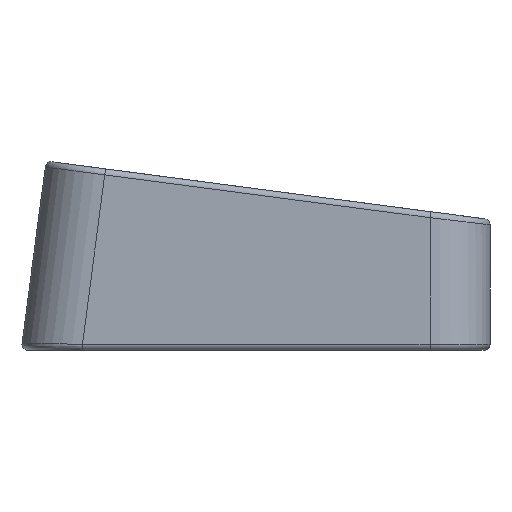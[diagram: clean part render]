
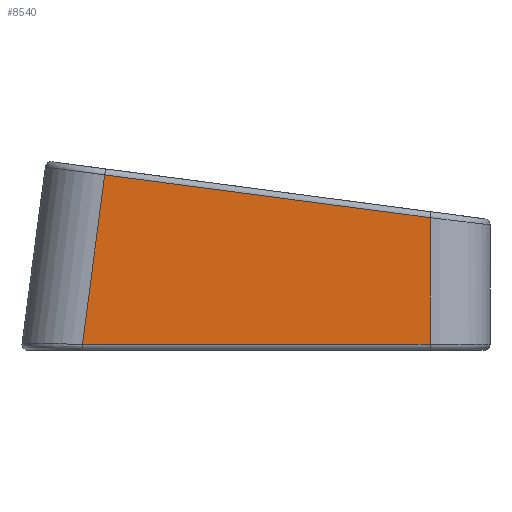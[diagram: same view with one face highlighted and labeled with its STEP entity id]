
A CAD part, left-side view. The second image highlights one B-rep face of the part: STEP entity #8540.
In plain terms, the highlighted planar face has unit normal (-1, 0, 0).
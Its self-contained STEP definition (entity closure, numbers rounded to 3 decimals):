
#129=PLANE('',#9193);
#648=FACE_OUTER_BOUND('',#1157,.T.);
#1157=EDGE_LOOP('',(#6890,#6891,#6892,#6893));
#2502=LINE('',#19798,#3064);
#2508=LINE('',#19864,#3070);
#2509=LINE('',#19868,#3071);
#2510=LINE('',#19869,#3072);
#3064=VECTOR('',#10812,10.);
#3070=VECTOR('',#10848,10.);
#3071=VECTOR('',#10853,10.);
#3072=VECTOR('',#10854,10.);
#3922=VERTEX_POINT('',#19790);
#3924=VERTEX_POINT('',#19796);
#3933=VERTEX_POINT('',#19863);
#3934=VERTEX_POINT('',#19867);
#5076=EDGE_CURVE('',#3924,#3922,#2502,.T.);
#5092=EDGE_CURVE('',#3922,#3933,#2508,.T.);
#5094=EDGE_CURVE('',#3934,#3924,#2509,.T.);
#5095=EDGE_CURVE('',#3933,#3934,#2510,.T.);
#6890=ORIENTED_EDGE('',*,*,#5076,.F.);
#6891=ORIENTED_EDGE('',*,*,#5094,.F.);
#6892=ORIENTED_EDGE('',*,*,#5095,.F.);
#6893=ORIENTED_EDGE('',*,*,#5092,.F.);
#8540=ADVANCED_FACE('',(#648),#129,.T.);
#9193=AXIS2_PLACEMENT_3D('',#19866,#10851,#10852);
#10812=DIRECTION('',(0.,1.,0.));
#10848=DIRECTION('',(0.,-0.131,0.991));
#10851=DIRECTION('center_axis',(-1.,0.,0.));
#10852=DIRECTION('ref_axis',(0.,0.,1.));
#10853=DIRECTION('',(0.,0.,-1.));
#10854=DIRECTION('',(0.,-0.991,-0.131));
#19790=CARTESIAN_POINT('',(-105.013,28.863,1.));
#19796=CARTESIAN_POINT('',(-105.013,-29.081,1.));
#19798=CARTESIAN_POINT('',(-105.013,-19.541,1.));
#19863=CARTESIAN_POINT('',(-105.013,25.146,29.235));
#19864=CARTESIAN_POINT('',(-105.013,27.814,8.972));
#19866=CARTESIAN_POINT('Origin',(-105.013,0.,15.766));
#19867=CARTESIAN_POINT('',(-105.013,-29.081,22.096));
#19868=CARTESIAN_POINT('',(-105.013,-29.081,18.777));
#19869=CARTESIAN_POINT('',(-105.013,16.873,28.146));
